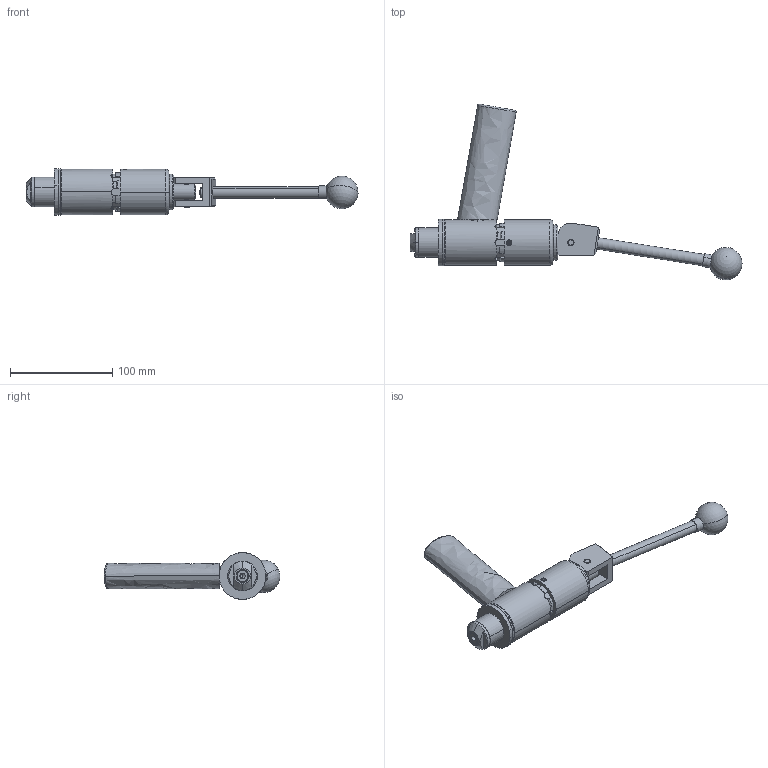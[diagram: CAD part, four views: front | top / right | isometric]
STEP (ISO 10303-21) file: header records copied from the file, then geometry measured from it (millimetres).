
FILE_DESCRIPTION (( 'STEP AP214' ), '1' );
FILE_NAME ('CTSC-003875.STEP', '2025-06-26T15:15:47', ( '' ), ( '' ), 'SwSTEP 2.0', 'SolidWorks 2023', '' );
FILE_SCHEMA (( 'AUTOMOTIVE_DESIGN' ));
Length unit declared in the file: inch
Products named in the file (1): CTSC-003875
Bounding box: 324.39 x 171.73 x 45.72 mm (x, y, z)
Volume: 309723.4 mm3; surface area: 78409.1 mm2
Topology: 10 solids, 11 shells, 341 faces, 830 edges, 527 vertices
Faces by surface type: cylinder 143, plane 123, cone 55, torus 11, bspline 7, sphere 2
Entity records: 16658 total; most frequent: CARTESIAN_POINT 4397, DIRECTION 1656, ORIENTED_EDGE 1642, EDGE_CURVE 821, AXIS2_PLACEMENT_3D 644, VERTEX_POINT 524, EDGE_LOOP 383, LINE 368
